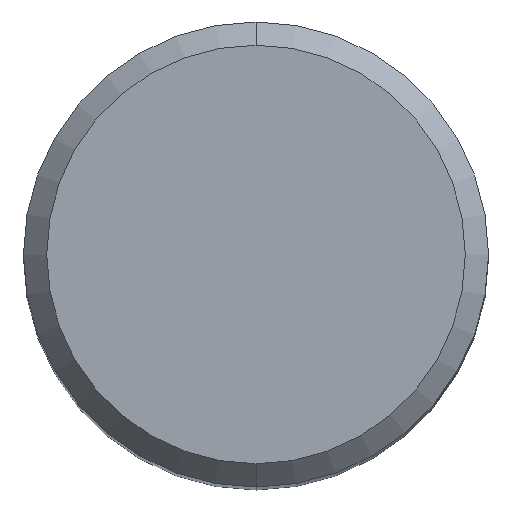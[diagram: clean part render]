
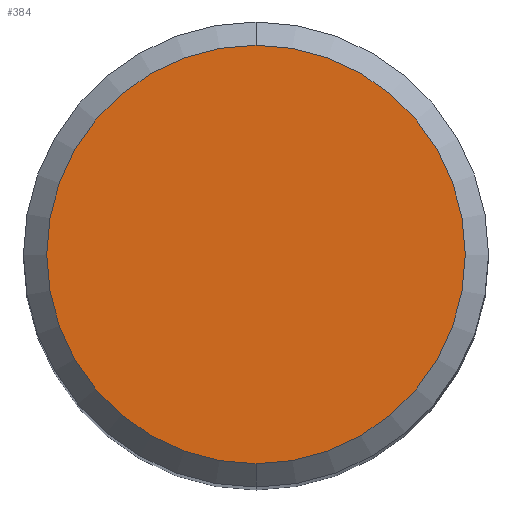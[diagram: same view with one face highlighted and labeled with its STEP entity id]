
A CAD part, top view. The second image highlights one B-rep face of the part: STEP entity #384.
In plain terms, the highlighted planar face has unit normal (0, 0, 1).
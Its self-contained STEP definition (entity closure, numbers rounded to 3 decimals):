
#334=EDGE_CURVE('',#344,#482,#673,.T.);
#344=VERTEX_POINT('',#685);
#384=ADVANCED_FACE('',(#731),#732,.T.);
#446=EDGE_CURVE('',#482,#344,#800,.T.);
#482=VERTEX_POINT('',#840);
#673=CIRCLE('',#1182,9.0);
#685=CARTESIAN_POINT('',(0.0,9.0,50.0));
#731=FACE_OUTER_BOUND('',#1305,.T.);
#732=PLANE('',#1306);
#800=CIRCLE('',#1557,9.0);
#840=CARTESIAN_POINT('',(0.,-9.0,50.0));
#1182=AXIS2_PLACEMENT_3D('',#1852,#1853,#1854);
#1305=EDGE_LOOP('',(#1933,#1934));
#1306=AXIS2_PLACEMENT_3D('',#1935,#1936,#1937);
#1557=AXIS2_PLACEMENT_3D('',#2017,#2018,#2019);
#1852=CARTESIAN_POINT('',(0.0,0.0,50.0));
#1853=DIRECTION('',(0.0,0.0,-1.0));
#1854=DIRECTION('',(0.0,1.0,0.0));
#1933=ORIENTED_EDGE('',*,*,#334,.F.);
#1934=ORIENTED_EDGE('',*,*,#446,.F.);
#1935=CARTESIAN_POINT('',(0.0,4.5,50.0));
#1936=DIRECTION('',(0.0,0.0,1.0));
#1937=DIRECTION('',(0.0,-1.0,0.0));
#2017=CARTESIAN_POINT('',(0.0,0.0,50.0));
#2018=DIRECTION('',(0.0,0.0,-1.0));
#2019=DIRECTION('',(0.0,1.0,0.0));
